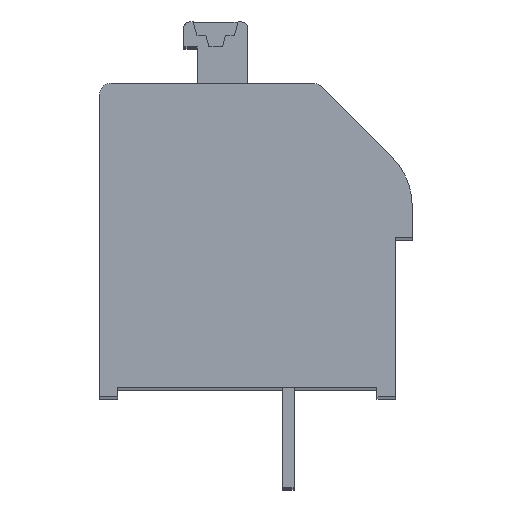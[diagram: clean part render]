
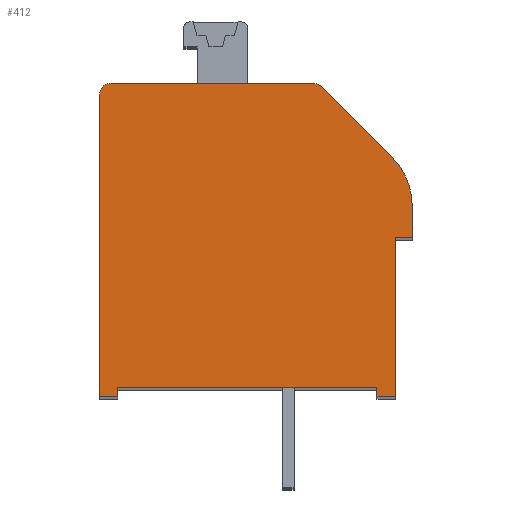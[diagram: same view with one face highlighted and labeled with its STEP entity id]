
A CAD part, top view. The second image highlights one B-rep face of the part: STEP entity #412.
In plain terms, the highlighted planar face has unit normal (0, 0, 1).
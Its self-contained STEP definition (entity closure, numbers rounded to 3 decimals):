
#412 = ADVANCED_FACE( '', ( #1043 ), #1044, .T. );
#1043 = FACE_OUTER_BOUND( '', #1906, .T. );
#1044 = PLANE( '', #1907 );
#1906 = EDGE_LOOP( '', ( #3142, #3143, #3144, #3145, #3146, #3147, #3148, #3149, #3150, #3151, #3152, #3153, #3154, #3155 ) );
#1907 = AXIS2_PLACEMENT_3D( '', #3156, #3157, #3158 );
#3142 = ORIENTED_EDGE( '', *, *, #5609, .T. );
#3143 = ORIENTED_EDGE( '', *, *, #5610, .T. );
#3144 = ORIENTED_EDGE( '', *, *, #5611, .T. );
#3145 = ORIENTED_EDGE( '', *, *, #5313, .T. );
#3146 = ORIENTED_EDGE( '', *, *, #5612, .T. );
#3147 = ORIENTED_EDGE( '', *, *, #5613, .T. );
#3148 = ORIENTED_EDGE( '', *, *, #5614, .T. );
#3149 = ORIENTED_EDGE( '', *, *, #5615, .T. );
#3150 = ORIENTED_EDGE( '', *, *, #5616, .T. );
#3151 = ORIENTED_EDGE( '', *, *, #5617, .T. );
#3152 = ORIENTED_EDGE( '', *, *, #5618, .T. );
#3153 = ORIENTED_EDGE( '', *, *, #5525, .T. );
#3154 = ORIENTED_EDGE( '', *, *, #5619, .T. );
#3155 = ORIENTED_EDGE( '', *, *, #5620, .T. );
#3156 = CARTESIAN_POINT( '', ( -7.8, 13.3, 59. ) );
#3157 = DIRECTION( '', ( 0., 0., 1. ) );
#3158 = DIRECTION( '', ( 1., 0., 0. ) );
#5313 = EDGE_CURVE( '', #6407, #6405, #6408, .T. );
#5525 = EDGE_CURVE( '', #6778, #6776, #6779, .T. );
#5609 = EDGE_CURVE( '', #6925, #6926, #6927, .T. );
#5610 = EDGE_CURVE( '', #6926, #6928, #6929, .T. );
#5611 = EDGE_CURVE( '', #6928, #6407, #6930, .T. );
#5612 = EDGE_CURVE( '', #6405, #6931, #6932, .T. );
#5613 = EDGE_CURVE( '', #6931, #6933, #6934, .T. );
#5614 = EDGE_CURVE( '', #6933, #6935, #6936, .T. );
#5615 = EDGE_CURVE( '', #6935, #6937, #6938, .T. );
#5616 = EDGE_CURVE( '', #6937, #6939, #6940, .T. );
#5617 = EDGE_CURVE( '', #6939, #6941, #6942, .T. );
#5618 = EDGE_CURVE( '', #6941, #6778, #6943, .T. );
#5619 = EDGE_CURVE( '', #6776, #6944, #6945, .T. );
#5620 = EDGE_CURVE( '', #6944, #6925, #6946, .T. );
#6405 = VERTEX_POINT( '', #8002 );
#6407 = VERTEX_POINT( '', #8005 );
#6408 = LINE( '', #8006, #8007 );
#6776 = VERTEX_POINT( '', #8543 );
#6778 = VERTEX_POINT( '', #8546 );
#6779 = LINE( '', #8547, #8548 );
#6925 = VERTEX_POINT( '', #8757 );
#6926 = VERTEX_POINT( '', #8758 );
#6927 = CIRCLE( '', #8759, 0.5 );
#6928 = VERTEX_POINT( '', #8760 );
#6929 = LINE( '', #8761, #8762 );
#6930 = LINE( '', #8763, #8764 );
#6931 = VERTEX_POINT( '', #8765 );
#6932 = LINE( '', #8766, #8767 );
#6933 = VERTEX_POINT( '', #8768 );
#6934 = LINE( '', #8769, #8770 );
#6935 = VERTEX_POINT( '', #8771 );
#6936 = LINE( '', #8772, #8773 );
#6937 = VERTEX_POINT( '', #8774 );
#6938 = LINE( '', #8775, #8776 );
#6939 = VERTEX_POINT( '', #8777 );
#6940 = LINE( '', #8778, #8779 );
#6941 = VERTEX_POINT( '', #8780 );
#6942 = LINE( '', #8781, #8782 );
#6943 = CIRCLE( '', #8783, 3. );
#6944 = VERTEX_POINT( '', #8784 );
#6945 = CIRCLE( '', #8785, 0.5 );
#6946 = LINE( '', #8786, #8787 );
#8002 = CARTESIAN_POINT( '', ( -7.5, 0.4, 59. ) );
#8005 = CARTESIAN_POINT( '', ( -7.5, 0., 59. ) );
#8006 = CARTESIAN_POINT( '', ( -7.5, 0., 59. ) );
#8007 = VECTOR( '', #10175, 1000. );
#8543 = CARTESIAN_POINT( '', ( 1.446, 13.654, 59. ) );
#8546 = CARTESIAN_POINT( '', ( 4.571, 10.529, 59. ) );
#8547 = CARTESIAN_POINT( '', ( 4.571, 10.529, 59. ) );
#8548 = VECTOR( '', #10387, 1000. );
#8757 = CARTESIAN_POINT( '', ( -7.8, 13.8, 59. ) );
#8758 = CARTESIAN_POINT( '', ( -8.3, 13.3, 59. ) );
#8759 = AXIS2_PLACEMENT_3D( '', #10481, #10482, #10483 );
#8760 = CARTESIAN_POINT( '', ( -8.3, 0., 59. ) );
#8761 = CARTESIAN_POINT( '', ( -8.3, 13.3, 59. ) );
#8762 = VECTOR( '', #10484, 1000. );
#8763 = CARTESIAN_POINT( '', ( -8.3, 0., 59. ) );
#8764 = VECTOR( '', #10485, 1000. );
#8765 = CARTESIAN_POINT( '', ( 3.9, 0.4, 59. ) );
#8766 = CARTESIAN_POINT( '', ( -7.5, 0.4, 59. ) );
#8767 = VECTOR( '', #10486, 1000. );
#8768 = CARTESIAN_POINT( '', ( 3.9, 0., 59. ) );
#8769 = CARTESIAN_POINT( '', ( 3.9, 0.4, 59. ) );
#8770 = VECTOR( '', #10487, 1000. );
#8771 = CARTESIAN_POINT( '', ( 4.7, 0., 59. ) );
#8772 = CARTESIAN_POINT( '', ( 3.9, 0., 59. ) );
#8773 = VECTOR( '', #10488, 1000. );
#8774 = CARTESIAN_POINT( '', ( 4.7, 7., 59. ) );
#8775 = CARTESIAN_POINT( '', ( 4.7, 0., 59. ) );
#8776 = VECTOR( '', #10489, 1000. );
#8777 = CARTESIAN_POINT( '', ( 5.45, 7., 59. ) );
#8778 = CARTESIAN_POINT( '', ( 4.7, 7., 59. ) );
#8779 = VECTOR( '', #10490, 1000. );
#8780 = CARTESIAN_POINT( '', ( 5.45, 8.407, 59. ) );
#8781 = CARTESIAN_POINT( '', ( 5.45, 7., 59. ) );
#8782 = VECTOR( '', #10491, 1000. );
#8783 = AXIS2_PLACEMENT_3D( '', #10492, #10493, #10494 );
#8784 = CARTESIAN_POINT( '', ( 1.093, 13.8, 59. ) );
#8785 = AXIS2_PLACEMENT_3D( '', #10495, #10496, #10497 );
#8786 = CARTESIAN_POINT( '', ( 1.093, 13.8, 59. ) );
#8787 = VECTOR( '', #10498, 1000. );
#10175 = DIRECTION( '', ( 0., 1., 0. ) );
#10387 = DIRECTION( '', ( -0.707, 0.707, 0. ) );
#10481 = CARTESIAN_POINT( '', ( -7.8, 13.3, 59. ) );
#10482 = DIRECTION( '', ( 0., 0., 1. ) );
#10483 = DIRECTION( '', ( 1., 0., 0. ) );
#10484 = DIRECTION( '', ( 0., -1., 0. ) );
#10485 = DIRECTION( '', ( 1., 0., 0. ) );
#10486 = DIRECTION( '', ( 1., 0., 0. ) );
#10487 = DIRECTION( '', ( 0., -1., 0. ) );
#10488 = DIRECTION( '', ( 1., 0., 0. ) );
#10489 = DIRECTION( '', ( 0., 1., 0. ) );
#10490 = DIRECTION( '', ( 1., 0., 0. ) );
#10491 = DIRECTION( '', ( 0., 1., 0. ) );
#10492 = CARTESIAN_POINT( '', ( 2.45, 8.407, 59. ) );
#10493 = DIRECTION( '', ( 0., 0., 1. ) );
#10494 = DIRECTION( '', ( 1., 0., 0. ) );
#10495 = CARTESIAN_POINT( '', ( 1.093, 13.3, 59. ) );
#10496 = DIRECTION( '', ( 0., 0., 1. ) );
#10497 = DIRECTION( '', ( 1., 0., 0. ) );
#10498 = DIRECTION( '', ( -1., 0., 0. ) );
